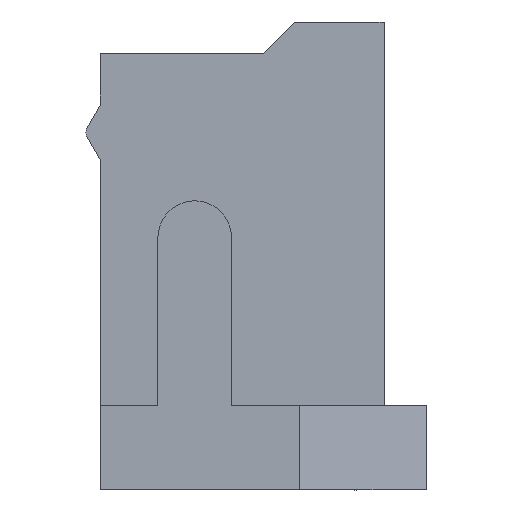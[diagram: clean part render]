
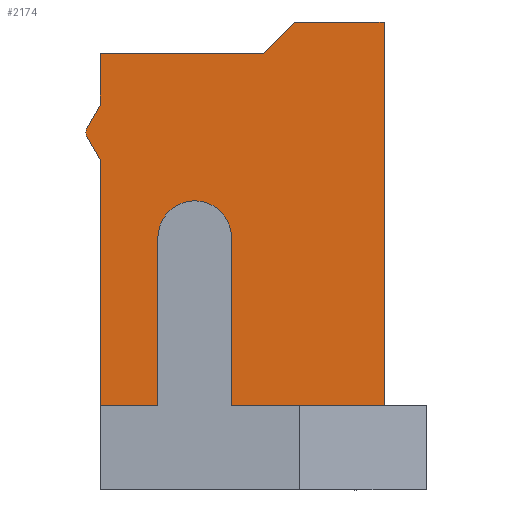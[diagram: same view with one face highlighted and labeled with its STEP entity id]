
A CAD part, left-side view. The second image highlights one B-rep face of the part: STEP entity #2174.
In plain terms, the highlighted planar face has unit normal (-1, 0, 0).
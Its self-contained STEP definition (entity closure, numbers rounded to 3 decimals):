
#1727=CARTESIAN_POINT('',(-3.214,1.345,4.844));
#1728=VERTEX_POINT('',#1727);
#1735=CARTESIAN_POINT('',(-3.214,1.345,7.077));
#1736=VERTEX_POINT('',#1735);
#1737=CARTESIAN_POINT('',(-3.214,1.345,4.844));
#1738=DIRECTION('',(0.,0.,1.));
#1739=VECTOR('',#1738,2.234);
#1740=LINE('',#1737,#1739);
#1741=EDGE_CURVE('',#1728,#1736,#1740,.T.);
#1759=CARTESIAN_POINT('',(-3.214,1.345,7.573));
#1760=VERTEX_POINT('',#1759);
#1767=CARTESIAN_POINT('',(-3.214,1.345,8.041));
#1768=VERTEX_POINT('',#1767);
#1769=CARTESIAN_POINT('',(-3.214,1.345,7.573));
#1770=DIRECTION('',(0.,0.,1.));
#1771=VECTOR('',#1770,0.468);
#1772=LINE('',#1769,#1771);
#1773=EDGE_CURVE('',#1760,#1768,#1772,.T.);
#2071=CARTESIAN_POINT('',(-3.214,-1.232,8.327));
#2072=DIRECTION('',(0.,0.,-1.));
#2073=DIRECTION('',(-1.,-0.,-0.));
#2074=AXIS2_PLACEMENT_3D('',#2071,#2073,#2072);
#2075=PLANE('',#2074);
#2076=CARTESIAN_POINT('',(-3.214,1.461,7.373));
#2077=VERTEX_POINT('',#2076);
#2078=CARTESIAN_POINT('',(-3.214,1.345,7.573));
#2079=DIRECTION('',(0.,0.5,-0.866));
#2080=VECTOR('',#2079,0.231);
#2081=LINE('',#2078,#2080);
#2082=EDGE_CURVE('',#1760,#2077,#2081,.T.);
#2083=ORIENTED_EDGE('',*,*,#2082,.T.);
#2084=CARTESIAN_POINT('',(-3.214,1.461,7.278));
#2085=VERTEX_POINT('',#2084);
#2086=CARTESIAN_POINT('',(-3.214,1.378,7.325));
#2087=DIRECTION('',(0.,0.866,0.5));
#2088=DIRECTION('',(-1.,0.,0.));
#2089=AXIS2_PLACEMENT_3D('',#2086,#2088,#2087);
#2090=CIRCLE('',#2089,0.095);
#2091=EDGE_CURVE('',#2077,#2085,#2090,.T.);
#2092=ORIENTED_EDGE('',*,*,#2091,.T.);
#2093=CARTESIAN_POINT('',(-3.214,1.461,7.278));
#2094=DIRECTION('',(0.,-0.5,-0.866));
#2095=VECTOR('',#2094,0.231);
#2096=LINE('',#2093,#2095);
#2097=EDGE_CURVE('',#2085,#1736,#2096,.T.);
#2098=ORIENTED_EDGE('',*,*,#2097,.T.);
#2099=ORIENTED_EDGE('',*,*,#1741,.F.);
#2100=CARTESIAN_POINT('',(-3.214,0.82,4.844));
#2101=VERTEX_POINT('',#2100);
#2102=CARTESIAN_POINT('',(-3.214,1.345,4.844));
#2103=DIRECTION('',(0.,-1.,0.));
#2104=VECTOR('',#2103,0.525);
#2105=LINE('',#2102,#2104);
#2106=EDGE_CURVE('',#1728,#2101,#2105,.T.);
#2107=ORIENTED_EDGE('',*,*,#2106,.T.);
#2108=CARTESIAN_POINT('',(-3.214,0.82,6.371));
#2109=VERTEX_POINT('',#2108);
#2110=CARTESIAN_POINT('',(-3.214,0.82,4.844));
#2111=DIRECTION('',(0.,0.,1.));
#2112=VECTOR('',#2111,1.527);
#2113=LINE('',#2110,#2112);
#2114=EDGE_CURVE('',#2101,#2109,#2113,.T.);
#2115=ORIENTED_EDGE('',*,*,#2114,.T.);
#2116=CARTESIAN_POINT('',(-3.214,0.152,6.371));
#2117=VERTEX_POINT('',#2116);
#2118=CARTESIAN_POINT('',(-3.214,0.486,6.371));
#2119=DIRECTION('',(0.,1.,0.));
#2120=DIRECTION('',(1.,0.,0.));
#2121=AXIS2_PLACEMENT_3D('',#2118,#2120,#2119);
#2122=CIRCLE('',#2121,0.334);
#2123=EDGE_CURVE('',#2109,#2117,#2122,.T.);
#2124=ORIENTED_EDGE('',*,*,#2123,.T.);
#2125=CARTESIAN_POINT('',(-3.214,0.152,4.844));
#2126=VERTEX_POINT('',#2125);
#2127=CARTESIAN_POINT('',(-3.214,0.152,6.371));
#2128=DIRECTION('',(0.,0.,-1.));
#2129=VECTOR('',#2128,1.527);
#2130=LINE('',#2127,#2129);
#2131=EDGE_CURVE('',#2117,#2126,#2130,.T.);
#2132=ORIENTED_EDGE('',*,*,#2131,.T.);
#2133=CARTESIAN_POINT('',(-3.214,-1.232,4.844));
#2134=VERTEX_POINT('',#2133);
#2135=CARTESIAN_POINT('',(-3.214,0.152,4.844));
#2136=DIRECTION('',(0.,-1.,0.));
#2137=VECTOR('',#2136,1.384);
#2138=LINE('',#2135,#2137);
#2139=EDGE_CURVE('',#2126,#2134,#2138,.T.);
#2140=ORIENTED_EDGE('',*,*,#2139,.T.);
#2141=CARTESIAN_POINT('',(-3.214,-1.232,8.327));
#2142=VERTEX_POINT('',#2141);
#2143=CARTESIAN_POINT('',(-3.214,-1.232,4.844));
#2144=DIRECTION('',(0.,0.,1.));
#2145=VECTOR('',#2144,3.484);
#2146=LINE('',#2143,#2145);
#2147=EDGE_CURVE('',#2134,#2142,#2146,.T.);
#2148=ORIENTED_EDGE('',*,*,#2147,.T.);
#2149=CARTESIAN_POINT('',(-3.214,-0.421,8.327));
#2150=VERTEX_POINT('',#2149);
#2151=CARTESIAN_POINT('',(-3.214,-1.232,8.327));
#2152=DIRECTION('',(0.,1.,0.));
#2153=VECTOR('',#2152,0.811);
#2154=LINE('',#2151,#2153);
#2155=EDGE_CURVE('',#2142,#2150,#2154,.T.);
#2156=ORIENTED_EDGE('',*,*,#2155,.T.);
#2157=CARTESIAN_POINT('',(-3.214,-0.134,8.041));
#2158=VERTEX_POINT('',#2157);
#2159=CARTESIAN_POINT('',(-3.214,-0.421,8.327));
#2160=DIRECTION('',(0.,0.707,-0.707));
#2161=VECTOR('',#2160,0.405);
#2162=LINE('',#2159,#2161);
#2163=EDGE_CURVE('',#2150,#2158,#2162,.T.);
#2164=ORIENTED_EDGE('',*,*,#2163,.T.);
#2165=CARTESIAN_POINT('',(-3.214,-0.134,8.041));
#2166=DIRECTION('',(0.,1.,0.));
#2167=VECTOR('',#2166,1.479);
#2168=LINE('',#2165,#2167);
#2169=EDGE_CURVE('',#2158,#1768,#2168,.T.);
#2170=ORIENTED_EDGE('',*,*,#2169,.T.);
#2171=ORIENTED_EDGE('',*,*,#1773,.F.);
#2172=EDGE_LOOP('',(#2083,#2092,#2098,#2099,#2107,#2115,#2124,#2132,#2140,#2148,#2156,#2164,#2170,#2171));
#2173=FACE_OUTER_BOUND('',#2172,.T.);
#2174=ADVANCED_FACE('',(#2173),#2075,.T.);
